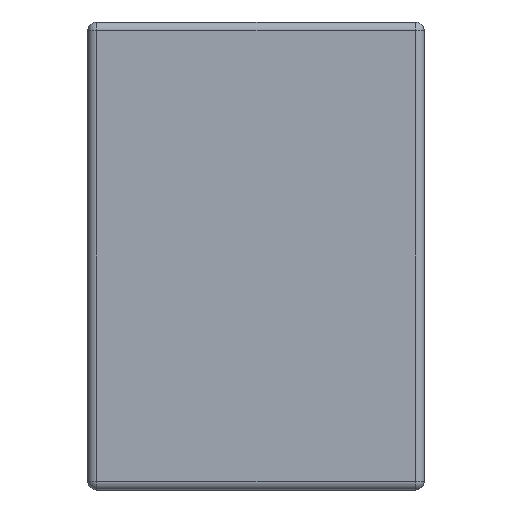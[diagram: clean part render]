
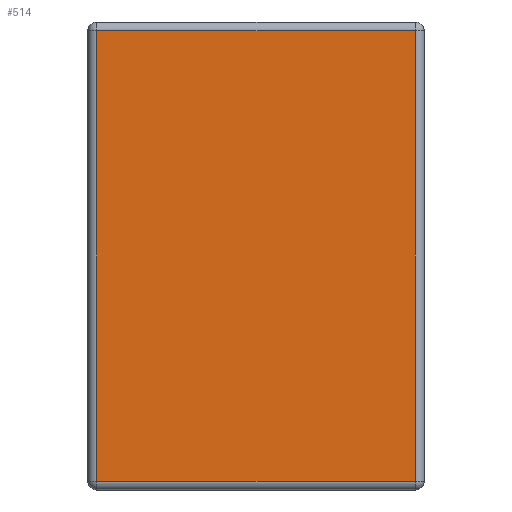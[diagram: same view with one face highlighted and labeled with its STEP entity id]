
A CAD part, left-side view. The second image highlights one B-rep face of the part: STEP entity #514.
In plain terms, the highlighted planar face has unit normal (-1, 0, 0).
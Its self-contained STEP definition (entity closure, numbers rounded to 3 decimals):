
#42 = CARTESIAN_POINT ( 'NONE',  ( -1.6, 1.15, -0.77 ) ) ;
#74 = VERTEX_POINT ( 'NONE', #1223 ) ;
#110 = CARTESIAN_POINT ( 'NONE',  ( -1.6, 1.15, 0.77 ) ) ;
#201 = CARTESIAN_POINT ( 'NONE',  ( -1.6, 1.12, 0.8 ) ) ;
#305 = VERTEX_POINT ( 'NONE', #1302 ) ;
#424 = CARTESIAN_POINT ( 'NONE',  ( -1.6, 0.03, -0.77 ) ) ;
#449 = EDGE_CURVE ( 'NONE', #856, #74, #1448, .T. ) ;
#493 = DIRECTION ( 'NONE',  ( 0., 0., -1. ) ) ;
#514 = ADVANCED_FACE ( 'NONE', ( #873 ), #1629, .F. ) ;
#605 = LINE ( 'NONE', #1840, #1318 ) ;
#659 = VECTOR ( 'NONE', #493, 1000. ) ;
#717 = VERTEX_POINT ( 'NONE', #424 ) ;
#746 = CARTESIAN_POINT ( 'NONE',  ( -1.6, 1.15, 0.8 ) ) ;
#806 = DIRECTION ( 'NONE',  ( 0., 0., 1. ) ) ;
#856 = VERTEX_POINT ( 'NONE', #1442 ) ;
#873 = FACE_OUTER_BOUND ( 'NONE', #1761, .T. ) ;
#894 = VECTOR ( 'NONE', #1124, 1000. ) ;
#900 = DIRECTION ( 'NONE',  ( 0., 0., -1. ) ) ;
#912 = EDGE_CURVE ( 'NONE', #305, #856, #1287, .T. ) ;
#1034 = EDGE_CURVE ( 'NONE', #74, #717, #1096, .T. ) ;
#1096 = LINE ( 'NONE', #42, #1839 ) ;
#1124 = DIRECTION ( 'NONE',  ( 0., 1., 0. ) ) ;
#1168 = EDGE_CURVE ( 'NONE', #717, #305, #605, .T. ) ;
#1223 = CARTESIAN_POINT ( 'NONE',  ( -1.6, 1.12, -0.77 ) ) ;
#1287 = LINE ( 'NONE', #110, #894 ) ;
#1302 = CARTESIAN_POINT ( 'NONE',  ( -1.6, 0.03, 0.77 ) ) ;
#1318 = VECTOR ( 'NONE', #806, 1000. ) ;
#1347 = ORIENTED_EDGE ( 'NONE', *, *, #449, .T. ) ;
#1364 = DIRECTION ( 'NONE',  ( 0., -1., 0. ) ) ;
#1442 = CARTESIAN_POINT ( 'NONE',  ( -1.6, 1.12, 0.77 ) ) ;
#1448 = LINE ( 'NONE', #201, #659 ) ;
#1629 = PLANE ( 'NONE',  #1723 ) ;
#1697 = ORIENTED_EDGE ( 'NONE', *, *, #1034, .T. ) ;
#1723 = AXIS2_PLACEMENT_3D ( 'NONE', #746, #1783, #900 ) ;
#1757 = ORIENTED_EDGE ( 'NONE', *, *, #912, .T. ) ;
#1761 = EDGE_LOOP ( 'NONE', ( #1347, #1697, #1856, #1757 ) ) ;
#1783 = DIRECTION ( 'NONE',  ( 1., 0., 0. ) ) ;
#1839 = VECTOR ( 'NONE', #1364, 1000. ) ;
#1840 = CARTESIAN_POINT ( 'NONE',  ( -1.6, 0.03, 0.8 ) ) ;
#1856 = ORIENTED_EDGE ( 'NONE', *, *, #1168, .T. ) ;
